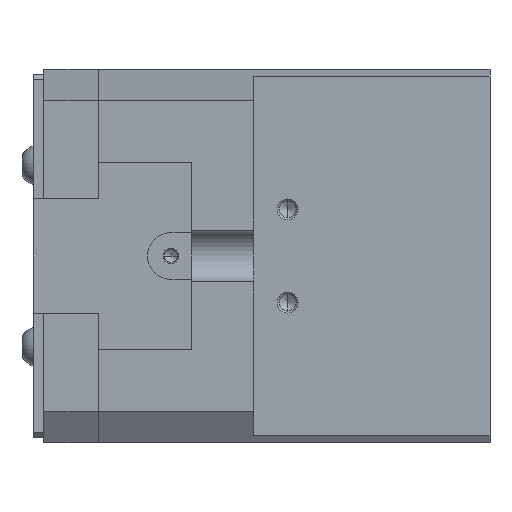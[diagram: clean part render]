
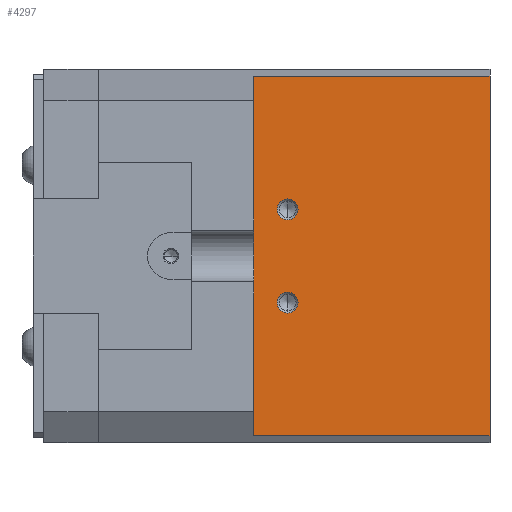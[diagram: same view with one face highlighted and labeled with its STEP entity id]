
A CAD part, left-side view. The second image highlights one B-rep face of the part: STEP entity #4297.
In plain terms, the highlighted planar face has unit normal (-1, 0, 0).
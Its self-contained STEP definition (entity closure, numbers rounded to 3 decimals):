
#2665 = EDGE_CURVE( '', #5597, #4527, #6922, .T. );
#2681 = VERTEX_POINT( '', #6938 );
#2943 = EDGE_CURVE( '', #5983, #5095, #7232, .T. );
#3681 = VERTEX_POINT( '', #8055 );
#4015 = EDGE_CURVE( '', #3681, #4685, #8422, .T. );
#4297 = ADVANCED_FACE( '', ( #8747, #8748, #8749 ), #8750, .F. );
#4527 = VERTEX_POINT( '', #9009 );
#4685 = VERTEX_POINT( '', #9181 );
#4773 = EDGE_CURVE( '', #5119, #4951, #9275, .T. );
#4951 = VERTEX_POINT( '', #9469 );
#5075 = EDGE_CURVE( '', #2681, #4685, #9608, .T. );
#5095 = VERTEX_POINT( '', #9630 );
#5119 = VERTEX_POINT( '', #9660 );
#5285 = EDGE_CURVE( '', #3681, #5983, #9845, .T. );
#5349 = EDGE_CURVE( '', #4951, #5119, #9921, .T. );
#5499 = EDGE_CURVE( '', #5095, #2681, #10093, .T. );
#5597 = VERTEX_POINT( '', #10205 );
#5983 = VERTEX_POINT( '', #10633 );
#6059 = EDGE_CURVE( '', #4527, #5597, #10715, .T. );
#6922 = CIRCLE( '', #11952, 2. );
#6938 = CARTESIAN_POINT( '', ( -62.5, 45.5, -34.689 ) );
#7232 = LINE( '', #12381, #12382 );
#8055 = CARTESIAN_POINT( '', ( -62.5, 0., 34.689 ) );
#8422 = LINE( '', #14136, #14137 );
#8747 = FACE_BOUND( '', #14573, .T. );
#8748 = FACE_BOUND( '', #14574, .T. );
#8749 = FACE_OUTER_BOUND( '', #14575, .T. );
#8750 = PLANE( '', #14576 );
#9009 = CARTESIAN_POINT( '', ( -62.5, 39., -11. ) );
#9181 = CARTESIAN_POINT( '', ( -62.5, 0., -34.689 ) );
#9275 = CIRCLE( '', #15333, 2. );
#9469 = CARTESIAN_POINT( '', ( -62.5, 39., 7. ) );
#9608 = LINE( '', #15788, #15789 );
#9630 = CARTESIAN_POINT( '', ( -62.5, 45.5, 0. ) );
#9660 = CARTESIAN_POINT( '', ( -62.5, 39., 11. ) );
#9845 = LINE( '', #16137, #16138 );
#9921 = CIRCLE( '', #16239, 2. );
#10093 = LINE( '', #16471, #16472 );
#10205 = CARTESIAN_POINT( '', ( -62.5, 39., -7. ) );
#10633 = CARTESIAN_POINT( '', ( -62.5, 45.5, 34.689 ) );
#10715 = CIRCLE( '', #17384, 2. );
#11952 = AXIS2_PLACEMENT_3D( '', #18407, #18408, #18409 );
#12381 = CARTESIAN_POINT( '', ( -62.5, 45.5, 40. ) );
#12382 = VECTOR( '', #18744, 1. );
#14136 = CARTESIAN_POINT( '', ( -62.5, 0., 38. ) );
#14137 = VECTOR( '', #20042, 1. );
#14573 = EDGE_LOOP( '', ( #20466, #20467 ) );
#14574 = EDGE_LOOP( '', ( #20468, #20469 ) );
#14575 = EDGE_LOOP( '', ( #20470, #20471, #20472, #20473, #20474 ) );
#14576 = AXIS2_PLACEMENT_3D( '', #20475, #20476, #20477 );
#15333 = AXIS2_PLACEMENT_3D( '', #21036, #21037, #21038 );
#15788 = CARTESIAN_POINT( '', ( -62.5, 0., -34.689 ) );
#15789 = VECTOR( '', #21414, 1. );
#16137 = CARTESIAN_POINT( '', ( -62.5, 0., 34.689 ) );
#16138 = VECTOR( '', #21712, 1. );
#16239 = AXIS2_PLACEMENT_3D( '', #21828, #21829, #21830 );
#16471 = CARTESIAN_POINT( '', ( -62.5, 45.5, 40. ) );
#16472 = VECTOR( '', #22043, 1. );
#17384 = AXIS2_PLACEMENT_3D( '', #22723, #22724, #22725 );
#18407 = CARTESIAN_POINT( '', ( -62.5, 39., -9. ) );
#18408 = DIRECTION( '', ( 1., 0., 0. ) );
#18409 = DIRECTION( '', ( 0., 0., -1. ) );
#18744 = DIRECTION( '', ( 0., 0., -1. ) );
#20042 = DIRECTION( '', ( 0., 0., -1. ) );
#20466 = ORIENTED_EDGE( '', *, *, #6059, .T. );
#20467 = ORIENTED_EDGE( '', *, *, #2665, .T. );
#20468 = ORIENTED_EDGE( '', *, *, #5349, .T. );
#20469 = ORIENTED_EDGE( '', *, *, #4773, .T. );
#20470 = ORIENTED_EDGE( '', *, *, #5499, .T. );
#20471 = ORIENTED_EDGE( '', *, *, #5075, .T. );
#20472 = ORIENTED_EDGE( '', *, *, #4015, .F. );
#20473 = ORIENTED_EDGE( '', *, *, #5285, .T. );
#20474 = ORIENTED_EDGE( '', *, *, #2943, .T. );
#20475 = CARTESIAN_POINT( '', ( -62.5, 0., 40. ) );
#20476 = DIRECTION( '', ( 1., 0., 0. ) );
#20477 = DIRECTION( '', ( 0., -1., 0. ) );
#21036 = CARTESIAN_POINT( '', ( -62.5, 39., 9. ) );
#21037 = DIRECTION( '', ( 1., 0., 0. ) );
#21038 = DIRECTION( '', ( 0., 0., -1. ) );
#21414 = DIRECTION( '', ( 0., -1., 0. ) );
#21712 = DIRECTION( '', ( 0., 1., 0. ) );
#21828 = CARTESIAN_POINT( '', ( -62.5, 39., 9. ) );
#21829 = DIRECTION( '', ( 1., 0., 0. ) );
#21830 = DIRECTION( '', ( 0., 0., -1. ) );
#22043 = DIRECTION( '', ( 0., 0., -1. ) );
#22723 = CARTESIAN_POINT( '', ( -62.5, 39., -9. ) );
#22724 = DIRECTION( '', ( 1., 0., 0. ) );
#22725 = DIRECTION( '', ( 0., 0., -1. ) );
